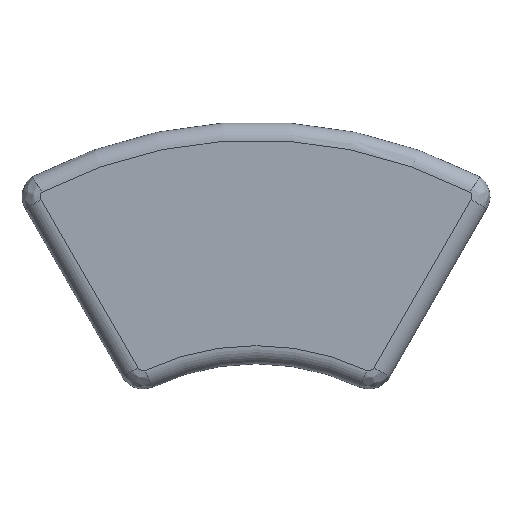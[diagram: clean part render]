
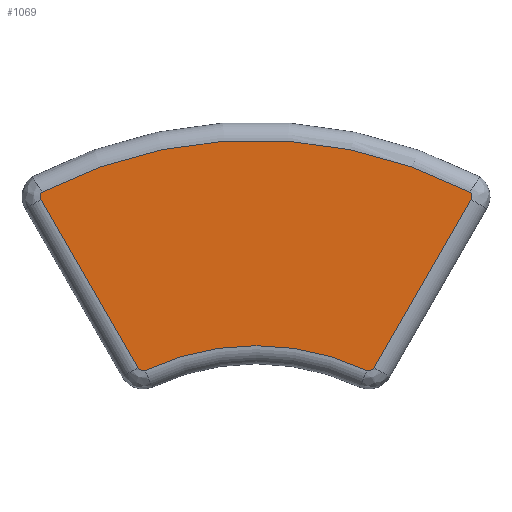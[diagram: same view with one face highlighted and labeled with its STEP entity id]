
A CAD part, top view. The second image highlights one B-rep face of the part: STEP entity #1069.
In plain terms, the highlighted planar face has unit normal (0, 0, 1).
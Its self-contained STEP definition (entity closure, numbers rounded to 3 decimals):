
#64=CIRCLE('',#1132,1.);
#68=CIRCLE('',#1137,1.);
#69=CIRCLE('',#1139,43.);
#91=CIRCLE('',#1186,77.);
#92=CIRCLE('',#1187,1.);
#93=CIRCLE('',#1188,1.);
#135=FACE_OUTER_BOUND('',#196,.T.);
#196=EDGE_LOOP('',(#867,#868,#869,#870,#871,#872,#873,#874));
#253=LINE('',#1750,#343);
#290=LINE('',#2212,#380);
#343=VECTOR('',#1289,1000.);
#380=VECTOR('',#1434,1000.);
#453=VERTEX_POINT('',#1639);
#456=VERTEX_POINT('',#1743);
#458=VERTEX_POINT('',#1748);
#459=VERTEX_POINT('',#1761);
#462=VERTEX_POINT('',#1766);
#464=VERTEX_POINT('',#1870);
#465=VERTEX_POINT('',#1944);
#503=VERTEX_POINT('',#2210);
#565=EDGE_CURVE('',#453,#456,#64,.T.);
#567=EDGE_CURVE('',#456,#458,#253,.T.);
#572=EDGE_CURVE('',#459,#462,#68,.T.);
#574=EDGE_CURVE('',#465,#464,#69,.F.);
#644=EDGE_CURVE('',#462,#453,#91,.T.);
#645=EDGE_CURVE('',#458,#465,#92,.T.);
#646=EDGE_CURVE('',#464,#503,#93,.T.);
#647=EDGE_CURVE('',#503,#459,#290,.T.);
#867=ORIENTED_EDGE('',*,*,#644,.T.);
#868=ORIENTED_EDGE('',*,*,#565,.T.);
#869=ORIENTED_EDGE('',*,*,#567,.T.);
#870=ORIENTED_EDGE('',*,*,#645,.T.);
#871=ORIENTED_EDGE('',*,*,#574,.T.);
#872=ORIENTED_EDGE('',*,*,#646,.T.);
#873=ORIENTED_EDGE('',*,*,#647,.T.);
#874=ORIENTED_EDGE('',*,*,#572,.T.);
#1017=PLANE('',#1185);
#1069=ADVANCED_FACE('',(#135),#1017,.T.);
#1132=AXIS2_PLACEMENT_3D('',#1745,#1283,#1284);
#1137=AXIS2_PLACEMENT_3D('',#1867,#1295,#1296);
#1139=AXIS2_PLACEMENT_3D('',#1945,#1299,#1300);
#1185=AXIS2_PLACEMENT_3D('',#2207,#1426,#1427);
#1186=AXIS2_PLACEMENT_3D('',#2208,#1428,#1429);
#1187=AXIS2_PLACEMENT_3D('',#2209,#1430,#1431);
#1188=AXIS2_PLACEMENT_3D('',#2211,#1432,#1433);
#1283=DIRECTION('center_axis',(0.,0.,
1.));
#1284=DIRECTION('ref_axis',(1.,0.,0.));
#1289=DIRECTION('',(0.499,-0.866,0.));
#1295=DIRECTION('center_axis',(0.,0.,
1.));
#1296=DIRECTION('ref_axis',(1.,0.,0.));
#1299=DIRECTION('center_axis',(0.,0.,
1.));
#1300=DIRECTION('ref_axis',(1.,0.,0.));
#1426=DIRECTION('center_axis',(0.,0.,
1.));
#1427=DIRECTION('ref_axis',(1.,0.,0.));
#1428=DIRECTION('center_axis',(0.,0.,
1.));
#1429=DIRECTION('ref_axis',(1.,0.,0.));
#1430=DIRECTION('center_axis',(0.,0.,
1.));
#1431=DIRECTION('ref_axis',(1.,0.,0.));
#1432=DIRECTION('center_axis',(0.,0.,
1.));
#1433=DIRECTION('ref_axis',(1.,0.,0.));
#1434=DIRECTION('',(0.499,0.866,0.));
#1639=CARTESIAN_POINT('',(-35.366,8.398,4.));
#1743=CARTESIAN_POINT('',(-35.566,7.152,4.));
#1745=CARTESIAN_POINT('Origin',(-34.7,7.652,4.));
#1748=CARTESIAN_POINT('',(-19.532,-20.659,4.));
#1750=CARTESIAN_POINT('',(2.363,-58.638,4.));
#1761=CARTESIAN_POINT('',(35.566,7.152,4.));
#1766=CARTESIAN_POINT('',(35.366,8.398,4.));
#1867=CARTESIAN_POINT('Origin',(34.7,7.652,4.));
#1870=CARTESIAN_POINT('',(18.323,-21.099,4.));
#1944=CARTESIAN_POINT('',(-18.323,-21.099,4.));
#1945=CARTESIAN_POINT('Origin',(0.,-60.,4.));
#2207=CARTESIAN_POINT('Origin',(0.,-60.,4.));
#2208=CARTESIAN_POINT('Origin',(0.,-60.,4.));
#2209=CARTESIAN_POINT('Origin',(-18.666,-20.16,4.));
#2210=CARTESIAN_POINT('',(19.532,-20.659,4.));
#2211=CARTESIAN_POINT('Origin',(18.666,-20.16,4.));
#2212=CARTESIAN_POINT('',(-2.363,-58.638,4.));
